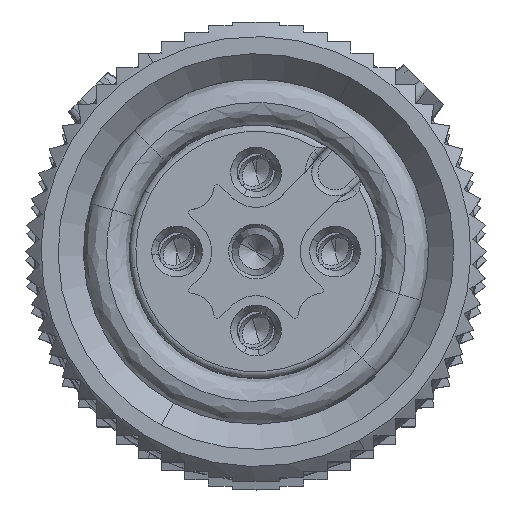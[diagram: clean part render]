
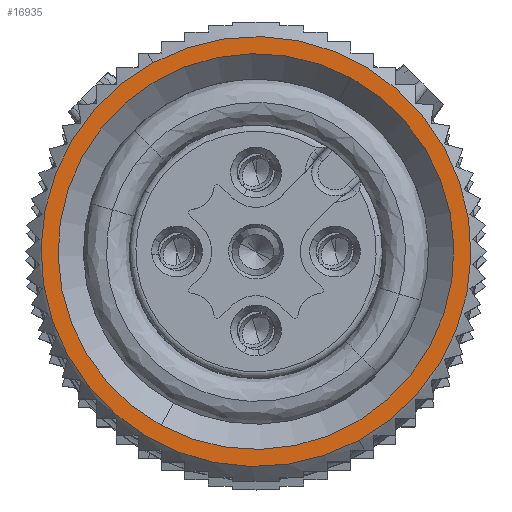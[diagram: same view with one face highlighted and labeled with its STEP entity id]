
A CAD part, top view. The second image highlights one B-rep face of the part: STEP entity #16935.
In plain terms, the highlighted planar face has unit normal (0, 0, 1).
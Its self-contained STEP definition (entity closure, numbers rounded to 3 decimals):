
#14858=AXIS2_PLACEMENT_3D('Circle Axis2P3D',#14856,#14857,$) ;
#16844=AXIS2_PLACEMENT_3D('Circle Axis2P3D',#16842,#16843,$) ;
#16911=AXIS2_PLACEMENT_3D('Plane Axis2P3D',#16908,#16909,#16910) ;
#16919=AXIS2_PLACEMENT_3D('Circle Axis2P3D',#16917,#16918,$) ;
#16928=AXIS2_PLACEMENT_3D('Circle Axis2P3D',#16926,#16927,$) ;
#14853=CARTESIAN_POINT('Vertex',(4.04,13.229,169.5)) ;
#14856=CARTESIAN_POINT('Axis2P3D Location',(7.3,7.261,169.5)) ;
#14860=CARTESIAN_POINT('Vertex',(10.56,1.294,169.5)) ;
#16842=CARTESIAN_POINT('Axis2P3D Location',(7.3,7.261,169.5)) ;
#16908=CARTESIAN_POINT('Axis2P3D Location',(7.3,0.461,169.5)) ;
#16917=CARTESIAN_POINT('Axis2P3D Location',(7.3,7.261,169.5)) ;
#16921=CARTESIAN_POINT('Vertex',(4.299,1.768,169.5)) ;
#16923=CARTESIAN_POINT('Vertex',(10.301,12.755,169.5)) ;
#16926=CARTESIAN_POINT('Axis2P3D Location',(7.3,7.261,169.5)) ;
#14857=DIRECTION('Axis2P3D Direction',(0.,0.,-1.)) ;
#16843=DIRECTION('Axis2P3D Direction',(0.,0.,-1.)) ;
#16909=DIRECTION('Axis2P3D Direction',(0.,0.,1.)) ;
#16910=DIRECTION('Axis2P3D XDirection',(0.,1.,0.)) ;
#16918=DIRECTION('Axis2P3D Direction',(0.,0.,1.)) ;
#16927=DIRECTION('Axis2P3D Direction',(0.,0.,1.)) ;
#16914=ORIENTED_EDGE('',*,*,#14862,.T.) ;
#16915=ORIENTED_EDGE('',*,*,#16846,.T.) ;
#16932=ORIENTED_EDGE('',*,*,#16925,.F.) ;
#16933=ORIENTED_EDGE('',*,*,#16930,.F.) ;
#16934=FACE_BOUND('',#16931,.T.) ;
#16935=ADVANCED_FACE('1159120000.1\\48367_SAIL-M12BG-4-XXX.1\\33138_SAIL_UWMU_M12.1\\K\X2\00F6\X0\rper.4',(#16916,#16934),#16912,.T.) ;
#14859=CIRCLE('generated circle',#14858,6.8) ;
#16845=CIRCLE('generated circle',#16844,6.8) ;
#16920=CIRCLE('generated circle',#16919,6.26) ;
#16929=CIRCLE('generated circle',#16928,6.26) ;
#14862=EDGE_CURVE('',#14861,#14854,#14859,.F.) ;
#16846=EDGE_CURVE('',#14854,#14861,#16845,.F.) ;
#16925=EDGE_CURVE('',#16922,#16924,#16920,.T.) ;
#16930=EDGE_CURVE('',#16924,#16922,#16929,.T.) ;
#16913=EDGE_LOOP('',(#16914,#16915)) ;
#16931=EDGE_LOOP('',(#16932,#16933)) ;
#16916=FACE_OUTER_BOUND('',#16913,.T.) ;
#16912=PLANE('',#16911) ;
#14854=VERTEX_POINT('',#14853) ;
#14861=VERTEX_POINT('',#14860) ;
#16922=VERTEX_POINT('',#16921) ;
#16924=VERTEX_POINT('',#16923) ;
